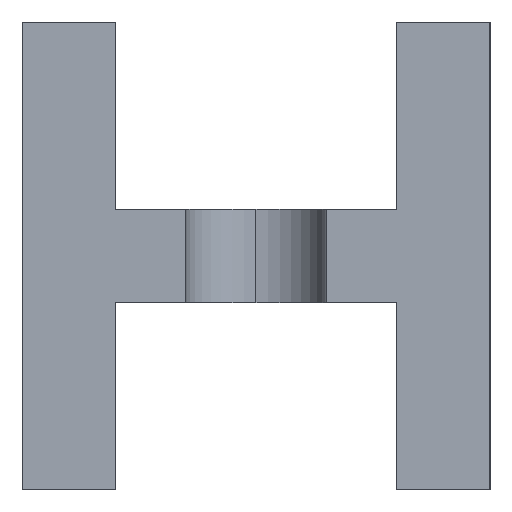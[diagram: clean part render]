
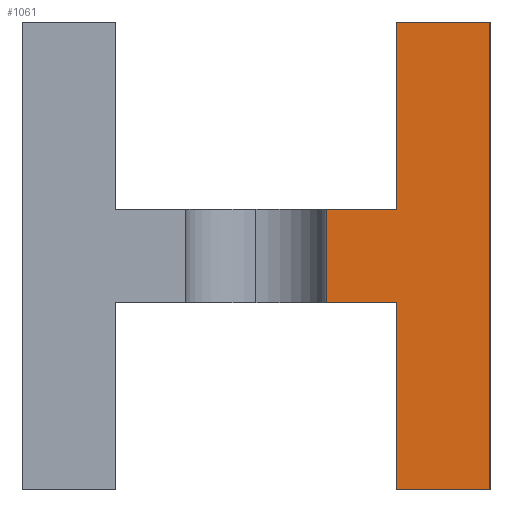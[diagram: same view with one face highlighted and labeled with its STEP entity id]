
A CAD part, left-side view. The second image highlights one B-rep face of the part: STEP entity #1061.
In plain terms, the highlighted planar face has unit normal (-1, 0, 0).
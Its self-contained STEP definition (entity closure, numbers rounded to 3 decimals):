
#7 = CARTESIAN_POINT ( 'NONE',  ( 0., 2., 4. ) ) ;
#38 = ORIENTED_EDGE ( 'NONE', *, *, #1847, .F. ) ;
#67 = ORIENTED_EDGE ( 'NONE', *, *, #1240, .F. ) ;
#237 = VERTEX_POINT ( 'NONE', #620 ) ;
#253 = LINE ( 'NONE', #2784, #1241 ) ;
#295 = ORIENTED_EDGE ( 'NONE', *, *, #1741, .F. ) ;
#336 = DIRECTION ( 'NONE',  ( 0., 0., 1. ) ) ;
#353 = CARTESIAN_POINT ( 'NONE',  ( 0., 2., 6. ) ) ;
#364 = CARTESIAN_POINT ( 'NONE',  ( 0., 0., 0. ) ) ;
#535 = VERTEX_POINT ( 'NONE', #3123 ) ;
#610 = EDGE_CURVE ( 'NONE', #237, #2725, #1800, .T. ) ;
#620 = CARTESIAN_POINT ( 'NONE',  ( 0., 2., 0. ) ) ;
#670 = ORIENTED_EDGE ( 'NONE', *, *, #2501, .F. ) ;
#792 = ORIENTED_EDGE ( 'NONE', *, *, #1141, .F. ) ;
#842 = VERTEX_POINT ( 'NONE', #364 ) ;
#915 = ORIENTED_EDGE ( 'NONE', *, *, #1378, .F. ) ;
#958 = ORIENTED_EDGE ( 'NONE', *, *, #2337, .F. ) ;
#1061 = ADVANCED_FACE ( 'NONE', ( #1080 ), #1261, .T. ) ;
#1080 = FACE_OUTER_BOUND ( 'NONE', #1902, .T. ) ;
#1141 = EDGE_CURVE ( 'NONE', #2818, #535, #2410, .T. ) ;
#1147 = CARTESIAN_POINT ( 'NONE',  ( 0., 2., 10. ) ) ;
#1162 = CARTESIAN_POINT ( 'NONE',  ( 0., 2., 4. ) ) ;
#1223 = CARTESIAN_POINT ( 'NONE',  ( 0., 0., 0. ) ) ;
#1240 = EDGE_CURVE ( 'NONE', #842, #237, #2142, .T. ) ;
#1241 = VECTOR ( 'NONE', #2851, 1000. ) ;
#1261 = PLANE ( 'NONE',  #1290 ) ;
#1280 = DIRECTION ( 'NONE',  ( -1., 0., 0. ) ) ;
#1285 = DIRECTION ( 'NONE',  ( 0., 0., 1. ) ) ;
#1290 = AXIS2_PLACEMENT_3D ( 'NONE', #1223, #1280, #1285 ) ;
#1378 = EDGE_CURVE ( 'NONE', #2725, #2818, #253, .T. ) ;
#1436 = VECTOR ( 'NONE', #1786, 1000. ) ;
#1489 = VECTOR ( 'NONE', #2128, 1000. ) ;
#1612 = LINE ( 'NONE', #1860, #1691 ) ;
#1691 = VECTOR ( 'NONE', #3061, 1000. ) ;
#1714 = VERTEX_POINT ( 'NONE', #1147 ) ;
#1741 = EDGE_CURVE ( 'NONE', #535, #1831, #1612, .T. ) ;
#1760 = CARTESIAN_POINT ( 'NONE',  ( 0., 3.5, 4. ) ) ;
#1770 = CARTESIAN_POINT ( 'NONE',  ( 0., 2., 10. ) ) ;
#1786 = DIRECTION ( 'NONE',  ( 0., 0., 1. ) ) ;
#1788 = LINE ( 'NONE', #2323, #1489 ) ;
#1800 = LINE ( 'NONE', #7, #2145 ) ;
#1820 = LINE ( 'NONE', #1770, #2871 ) ;
#1831 = VERTEX_POINT ( 'NONE', #353 ) ;
#1839 = VECTOR ( 'NONE', #3079, 1000. ) ;
#1847 = EDGE_CURVE ( 'NONE', #1714, #2133, #2675, .T. ) ;
#1860 = CARTESIAN_POINT ( 'NONE',  ( 0., 2., 6. ) ) ;
#1878 = CARTESIAN_POINT ( 'NONE',  ( 0., 0., 10. ) ) ;
#1902 = EDGE_LOOP ( 'NONE', ( #792, #915, #2934, #67, #670, #38, #958, #295 ) ) ;
#1965 = CARTESIAN_POINT ( 'NONE',  ( 0., 3.5, 4. ) ) ;
#2029 = DIRECTION ( 'NONE',  ( 0., 0., 1. ) ) ;
#2128 = DIRECTION ( 'NONE',  ( 0., 0., -1. ) ) ;
#2133 = VERTEX_POINT ( 'NONE', #2475 ) ;
#2142 = LINE ( 'NONE', #2163, #2181 ) ;
#2145 = VECTOR ( 'NONE', #2029, 1000. ) ;
#2158 = DIRECTION ( 'NONE',  ( 0., 1., 0. ) ) ;
#2163 = CARTESIAN_POINT ( 'NONE',  ( 0., 2., 0. ) ) ;
#2181 = VECTOR ( 'NONE', #2158, 1000. ) ;
#2323 = CARTESIAN_POINT ( 'NONE',  ( 0., 0., 0. ) ) ;
#2337 = EDGE_CURVE ( 'NONE', #1831, #1714, #1820, .T. ) ;
#2410 = LINE ( 'NONE', #1760, #1436 ) ;
#2475 = CARTESIAN_POINT ( 'NONE',  ( 0., 0., 10. ) ) ;
#2501 = EDGE_CURVE ( 'NONE', #2133, #842, #1788, .T. ) ;
#2675 = LINE ( 'NONE', #1878, #1839 ) ;
#2725 = VERTEX_POINT ( 'NONE', #1162 ) ;
#2784 = CARTESIAN_POINT ( 'NONE',  ( 0., 8., 4. ) ) ;
#2818 = VERTEX_POINT ( 'NONE', #1965 ) ;
#2851 = DIRECTION ( 'NONE',  ( 0., 1., 0. ) ) ;
#2871 = VECTOR ( 'NONE', #336, 1000. ) ;
#2934 = ORIENTED_EDGE ( 'NONE', *, *, #610, .F. ) ;
#3061 = DIRECTION ( 'NONE',  ( 0., -1., 0. ) ) ;
#3079 = DIRECTION ( 'NONE',  ( 0., -1., 0. ) ) ;
#3123 = CARTESIAN_POINT ( 'NONE',  ( 0., 3.5, 6. ) ) ;
